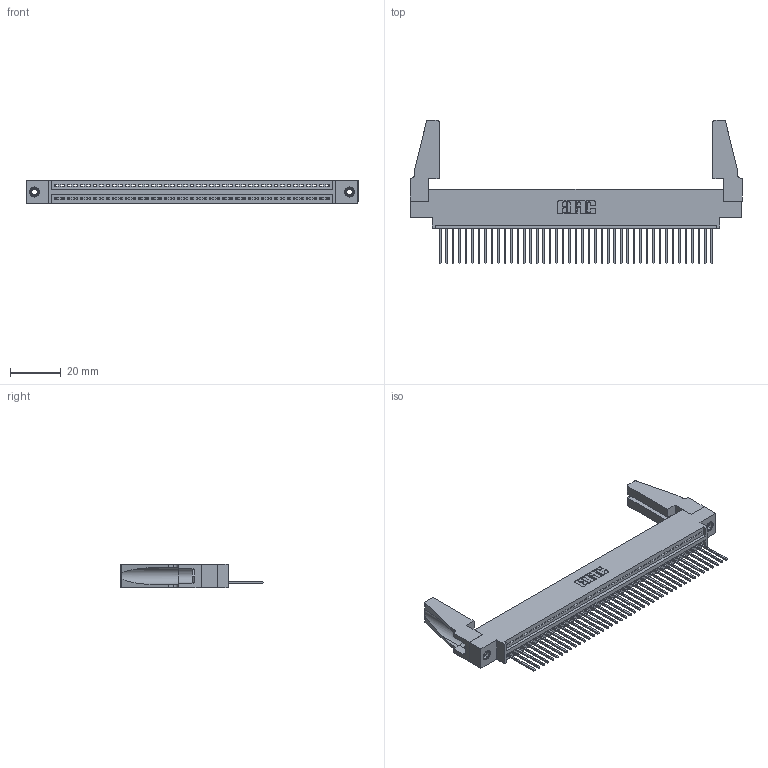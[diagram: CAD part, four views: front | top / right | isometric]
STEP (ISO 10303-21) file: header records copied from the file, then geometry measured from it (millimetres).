
FILE_DESCRIPTION (( 'STEP AP203' ), '1' );
FILE_NAME ('395-043-540-688.STEP', '2019-10-22T14:20:23', ( '' ), ( '' ), 'SwSTEP 2.0', 'SolidWorks 2016', '' );
FILE_SCHEMA (( 'CONFIG_CONTROL_DESIGN' ));
Length unit declared in the file: inch
Products named in the file (5): 395-043-540-688; 345-250-001_345-250-001-102; 345 Part_0.170 Offset - 0.156 Dia-TH; 345-220-078_345-220-088; 345-292-001_345-293-140
Assembly tree (48 placements, depth 2):
  395-043-540-688
    345 Part_0.170 Offset - 0.156 Dia-TH
    345-292-001_345-293-140  x43
    345-250-001_345-250-001-102  x2
    345-220-078_345-220-088  x2
Bounding box: 130.45 x 56.31 x 9.4 mm (x, y, z)
Volume: 15596.2 mm3; surface area: 20092.1 mm2
Topology: 48 solids, 48 shells, 2748 faces, 8235 edges, 5422 vertices
Faces by surface type: plane 1876, cylinder 856, cone 12, torus 4
Entity records: 34526 total; most frequent: CARTESIAN_POINT 5971, ORIENTED_EDGE 5908, DIRECTION 5220, EDGE_CURVE 2954, LINE 2608, VECTOR 2608, VERTEX_POINT 1962, AXIS2_PLACEMENT_3D 1306
